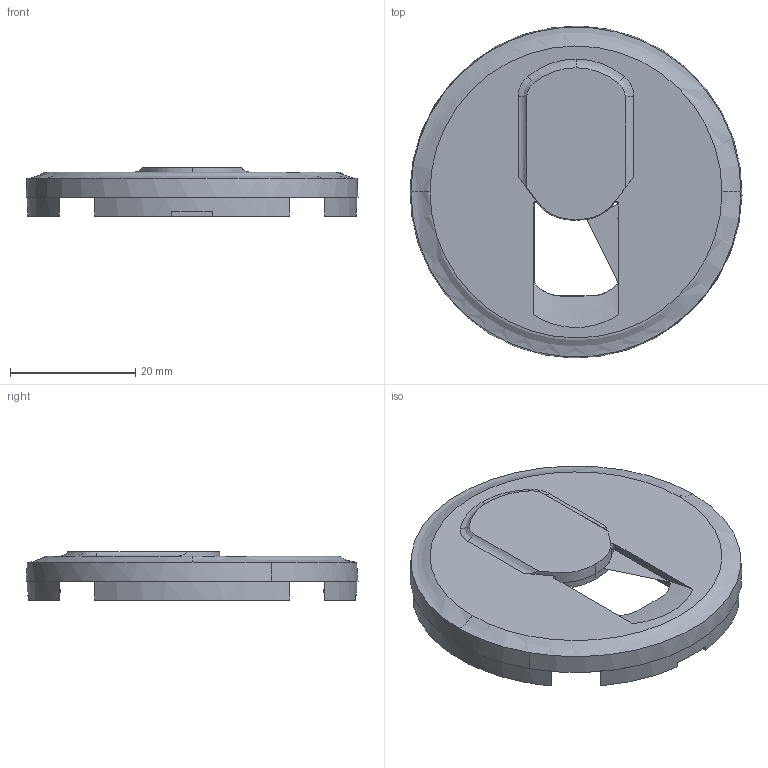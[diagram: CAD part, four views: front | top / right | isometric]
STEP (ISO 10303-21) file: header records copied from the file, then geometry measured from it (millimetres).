
FILE_DESCRIPTION(('CATIA V5 STEP Exchange','CAx-IF Rec.Pracs.--- Model Styling and Organization---1.5--- 2016-08-15','CAx-IF Rec.Pracs.---Supplemental Geometry---1.0---2011-11-01','CAx-IF Rec.Pracs.--- Composite Materials ---1.1---2010-07-15'),'2;1');
FILE_NAME('CB0340s.stp','2023-06-23T08:03:46+00:00',('none'),('none'),'CATIA Version 5-6 Release 2020 SP3','CATIA V5 STEP AP214 v2','none');
FILE_SCHEMA(('AUTOMOTIVE_DESIGN { 1 0 10303 214 1 1 1 1 }'));
Length unit declared in the file: millimetre
Products named in the file (1): CB0340
Bounding box: 52.99 x 52.99 x 7.7 mm (x, y, z)
Surface area: 6039.7 mm2 (no closed solid volume)
Topology: 0 solids, 1 shells, 131 faces, 382 edges, 258 vertices
Faces by surface type: plane 63, bspline 30, cone 16, cylinder 14, extrusion 4, revolution 4
Entity records: 6581 total; most frequent: CARTESIAN_POINT 3619, ORIENTED_EDGE 764, EDGE_CURVE 382, DIRECTION 339, VERTEX_POINT 258, B_SPLINE_CURVE_WITH_KNOTS 203, EDGE_LOOP 143, VECTOR 141
